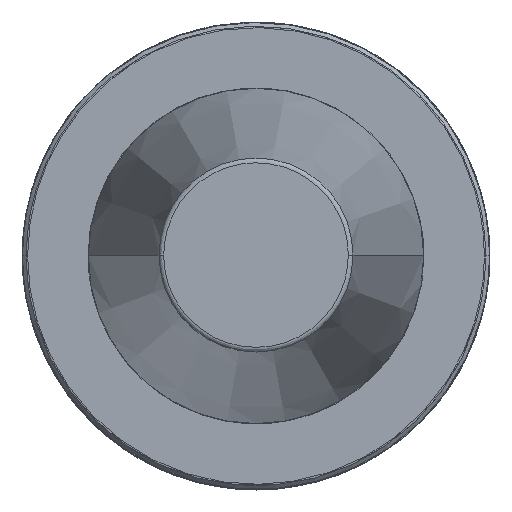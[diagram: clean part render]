
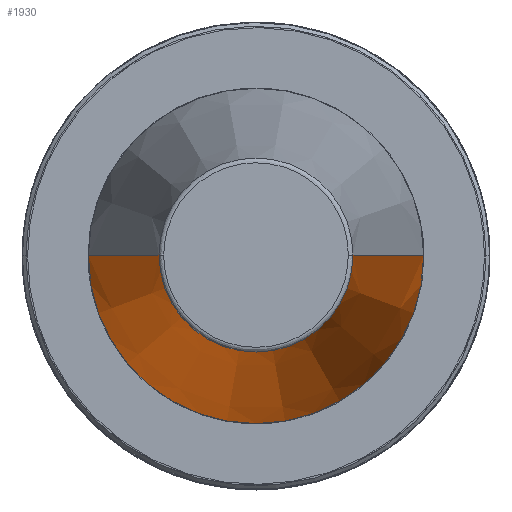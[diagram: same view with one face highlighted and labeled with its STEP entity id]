
A CAD part, top view. The second image highlights one B-rep face of the part: STEP entity #1930.
In plain terms, the highlighted conical face has half-angle 8.297 degrees and reference radius 34.925 mm.
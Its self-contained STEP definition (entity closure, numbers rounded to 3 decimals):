
#99 = ORIENTED_EDGE ( 'NONE', *, *, #206, .F. ) ;
#194 = DIRECTION ( 'NONE',  ( 0., 0., -1. ) ) ;
#206 = EDGE_CURVE ( 'NONE', #2796, #2393, #1590, .T. ) ;
#241 = FACE_OUTER_BOUND ( 'NONE', #862, .T. ) ;
#301 = CARTESIAN_POINT ( 'NONE',  ( -34.925, 0., 0. ) ) ;
#371 = CARTESIAN_POINT ( 'NONE',  ( 34.925, 0., 0. ) ) ;
#374 = DIRECTION ( 'NONE',  ( 0.144, 0., -0.99 ) ) ;
#522 = EDGE_CURVE ( 'NONE', #1290, #2393, #814, .T. ) ;
#620 = DIRECTION ( 'NONE',  ( -0.144, 0., -0.99 ) ) ;
#630 = CARTESIAN_POINT ( 'NONE',  ( -34.925, 0., 0. ) ) ;
#761 = CARTESIAN_POINT ( 'NONE',  ( 0., 0., 100.894 ) ) ;
#791 = EDGE_CURVE ( 'NONE', #1343, #2796, #1324, .T. ) ;
#814 = LINE ( 'NONE', #630, #2561 ) ;
#852 = ORIENTED_EDGE ( 'NONE', *, *, #791, .F. ) ;
#862 = EDGE_LOOP ( 'NONE', ( #852, #1985, #2612, #99 ) ) ;
#879 = VECTOR ( 'NONE', #374, 1000. ) ;
#1062 = EDGE_CURVE ( 'NONE', #1343, #1290, #1282, .T. ) ;
#1282 = CIRCLE ( 'NONE', #1779, 20.211 ) ;
#1290 = VERTEX_POINT ( 'NONE', #1494 ) ;
#1324 = LINE ( 'NONE', #371, #879 ) ;
#1343 = VERTEX_POINT ( 'NONE', #1506 ) ;
#1350 = AXIS2_PLACEMENT_3D ( 'NONE', #2501, #1384, #1881 ) ;
#1384 = DIRECTION ( 'NONE',  ( 0., 0., -1. ) ) ;
#1494 = CARTESIAN_POINT ( 'NONE',  ( -20.211, 0., 100.894 ) ) ;
#1506 = CARTESIAN_POINT ( 'NONE',  ( 20.211, 0., 100.894 ) ) ;
#1536 = CARTESIAN_POINT ( 'NONE',  ( 34.925, 0., 0. ) ) ;
#1590 = CIRCLE ( 'NONE', #1350, 34.925 ) ;
#1779 = AXIS2_PLACEMENT_3D ( 'NONE', #761, #194, #1824 ) ;
#1797 = CONICAL_SURFACE ( 'NONE', #2677, 34.925, 0.145 ) ;
#1824 = DIRECTION ( 'NONE',  ( -1., 0., 0. ) ) ;
#1881 = DIRECTION ( 'NONE',  ( 1., 0., 0. ) ) ;
#1930 = ADVANCED_FACE ( 'NONE', ( #241 ), #1797, .T. ) ;
#1985 = ORIENTED_EDGE ( 'NONE', *, *, #1062, .T. ) ;
#2030 = DIRECTION ( 'NONE',  ( 0., 0., -1. ) ) ;
#2292 = DIRECTION ( 'NONE',  ( -1., 0., 0. ) ) ;
#2393 = VERTEX_POINT ( 'NONE', #301 ) ;
#2501 = CARTESIAN_POINT ( 'NONE',  ( 0., 0., 0. ) ) ;
#2561 = VECTOR ( 'NONE', #620, 1000. ) ;
#2612 = ORIENTED_EDGE ( 'NONE', *, *, #522, .T. ) ;
#2677 = AXIS2_PLACEMENT_3D ( 'NONE', #2766, #2030, #2292 ) ;
#2766 = CARTESIAN_POINT ( 'NONE',  ( 0., 0., 0. ) ) ;
#2796 = VERTEX_POINT ( 'NONE', #1536 ) ;
